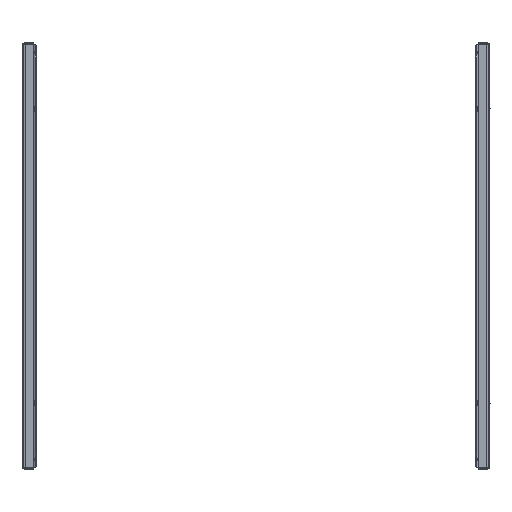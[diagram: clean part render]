
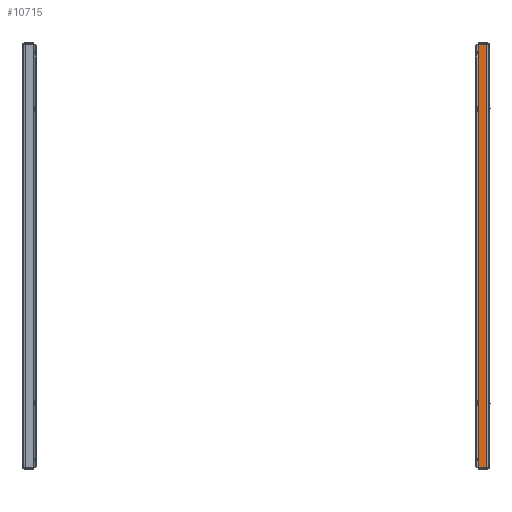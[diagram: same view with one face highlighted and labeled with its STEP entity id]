
A CAD part, front view. The second image highlights one B-rep face of the part: STEP entity #10715.
In plain terms, the highlighted planar face has unit normal (0, -1, 0).
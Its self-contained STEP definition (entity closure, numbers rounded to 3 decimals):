
#80 = LINE ( 'NONE', #666, #4543 ) ;
#356 = EDGE_CURVE ( 'NONE', #10255, #3339, #80, .T. ) ;
#408 = LINE ( 'NONE', #3217, #4318 ) ;
#666 = CARTESIAN_POINT ( 'NONE',  ( -2., -798.5, -278. ) ) ;
#964 = CARTESIAN_POINT ( 'NONE',  ( -13.6, -798.5, 276.246 ) ) ;
#1206 = FACE_OUTER_BOUND ( 'NONE', #10566, .T. ) ;
#1215 = ORIENTED_EDGE ( 'NONE', *, *, #356, .F. ) ;
#1276 = VERTEX_POINT ( 'NONE', #6883 ) ;
#2159 = ORIENTED_EDGE ( 'NONE', *, *, #8099, .T. ) ;
#2773 = DIRECTION ( 'NONE',  ( -1., 0., 0. ) ) ;
#3028 = DIRECTION ( 'NONE',  ( 0., 0., 1. ) ) ;
#3217 = CARTESIAN_POINT ( 'NONE',  ( -13.6, -798.5, 278. ) ) ;
#3339 = VERTEX_POINT ( 'NONE', #11029 ) ;
#3495 = EDGE_CURVE ( 'NONE', #3339, #1276, #5019, .T. ) ;
#4248 = DIRECTION ( 'NONE',  ( 0., 0., -1. ) ) ;
#4318 = VECTOR ( 'NONE', #9498, 1000. ) ;
#4379 = AXIS2_PLACEMENT_3D ( 'NONE', #11014, #8387, #3028 ) ;
#4417 = ORIENTED_EDGE ( 'NONE', *, *, #8285, .T. ) ;
#4543 = VECTOR ( 'NONE', #4248, 1000. ) ;
#4568 = CARTESIAN_POINT ( 'NONE',  ( -2., -798.5, 276.246 ) ) ;
#4751 = PLANE ( 'NONE',  #4379 ) ;
#5000 = VECTOR ( 'NONE', #2773, 1000. ) ;
#5019 = LINE ( 'NONE', #9438, #10504 ) ;
#5352 = CARTESIAN_POINT ( 'NONE',  ( 0., -798.5, 276.246 ) ) ;
#6172 = VERTEX_POINT ( 'NONE', #964 ) ;
#6883 = CARTESIAN_POINT ( 'NONE',  ( -13.6, -798.5, -276.246 ) ) ;
#7161 = ORIENTED_EDGE ( 'NONE', *, *, #3495, .F. ) ;
#8099 = EDGE_CURVE ( 'NONE', #6172, #1276, #408, .T. ) ;
#8285 = EDGE_CURVE ( 'NONE', #10255, #6172, #10616, .T. ) ;
#8387 = DIRECTION ( 'NONE',  ( 0., 1., 0. ) ) ;
#9438 = CARTESIAN_POINT ( 'NONE',  ( 0., -798.5, -276.246 ) ) ;
#9498 = DIRECTION ( 'NONE',  ( 0., 0., -1. ) ) ;
#10251 = DIRECTION ( 'NONE',  ( -1., 0., 0. ) ) ;
#10255 = VERTEX_POINT ( 'NONE', #4568 ) ;
#10504 = VECTOR ( 'NONE', #10251, 1000. ) ;
#10566 = EDGE_LOOP ( 'NONE', ( #7161, #1215, #4417, #2159 ) ) ;
#10616 = LINE ( 'NONE', #5352, #5000 ) ;
#10715 = ADVANCED_FACE ( 'NONE', ( #1206 ), #4751, .F. ) ;
#11014 = CARTESIAN_POINT ( 'NONE',  ( 0., -798.5, 278. ) ) ;
#11029 = CARTESIAN_POINT ( 'NONE',  ( -2., -798.5, -276.246 ) ) ;
